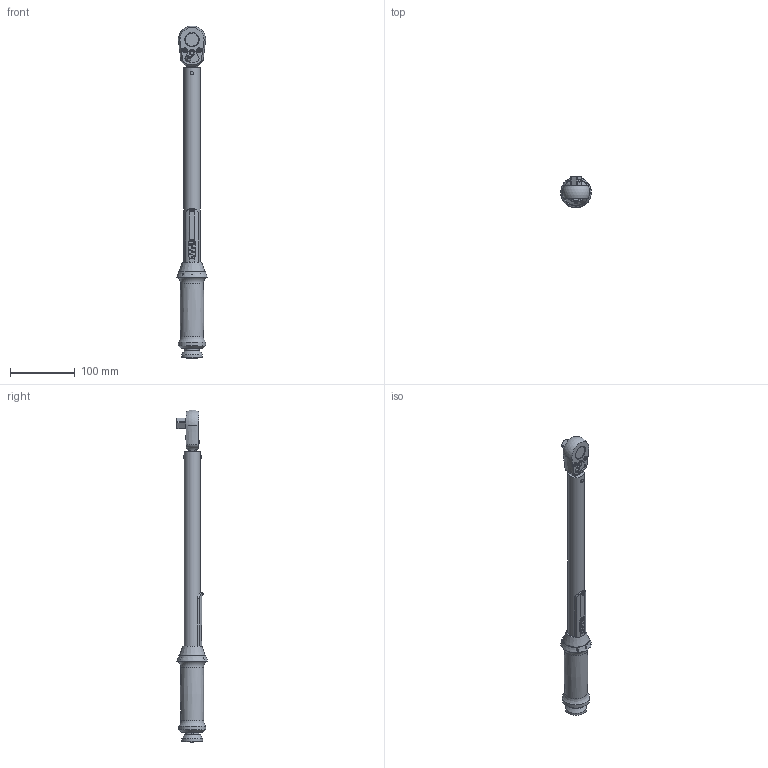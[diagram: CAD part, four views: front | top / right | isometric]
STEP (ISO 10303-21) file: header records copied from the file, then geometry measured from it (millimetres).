
FILE_DESCRIPTION((''),'2;1');
FILE_NAME('Bahco Torque Wrench.stp','2013-11-20T10:36:43',('ACS'),(''),'Autodesk Inventor 2011','Autodesk Inventor 2011','');
FILE_SCHEMA(('AUTOMOTIVE_DESIGN { 1 0 10303 214 1 1 1 1 }'));
Length unit declared in the file: millimetre
Products named in the file (24): Llave dinamométrica BAHCO; Cuerpo llave dinamomñetrica; Cabeza llave dinamométrica; DEFAULT; DEFAULTA; enganche negro; DEFAULTC; DEFAULTE; DEFAULTL; DEFAULTT; DEFAULTU; DEFAULTB; DEFAULTY; DEFAULTZ; Cabeza nueva para llave; Pieza nueva de encaje de vaso; bola de encaje; Visor de Nm; Pieza solevada; Mango llave; Seguro para control de par; tapeta visor numeros; pasador superior; DIN EN ISO 7045 Z M3 x 10 - 4.8 - Z
Assembly tree (25 placements, depth 4):
  Llave dinamométrica BAHCO
    Cuerpo llave dinamomñetrica
    Cabeza llave dinamométrica
      DEFAULT
      DEFAULTA
      enganche negro
      DEFAULTC
      DEFAULTE
      DEFAULTL
      DEFAULTT  x2
      DEFAULTU
      DEFAULTB
        DEFAULTY
        DEFAULTZ  x2
      Cabeza nueva para llave
        Pieza nueva de encaje de vaso
        bola de encaje
    Visor de Nm
    Pieza solevada
    Mango llave
    Seguro para control de par
    tapeta visor numeros
    pasador superior
    DIN EN ISO 7045 Z M3 x 10 - 4.8 - Z
Bounding box: 47.48 x 48.34 x 511.86 mm (x, y, z)
Volume: 310086.8 mm3; surface area: 83471.1 mm2
Topology: 11 solids, 269 shells, 1175 faces, 3758 edges, 2916 vertices
Faces by surface type: plane 529, bspline 313, cylinder 176, cone 125, torus 21, sphere 11
Full cylindrical faces by diameter (mm): 2.729 x1, 2.85 x2, 3 x2, 4 x3, 4.7 x1, 5 x2, 6.5 x1, 21.1 x2, 22 x1, 25 x1, 28.076 x2, 32 x1, 42 x1
Entity records: 49709 total; most frequent: CARTESIAN_POINT 18559, ORIENTED_EDGE 5936, DIRECTION 4918, EDGE_CURVE 3512, VERTEX_POINT 2717, VECTOR 1746, LINE 1746, AXIS2_PLACEMENT_3D 1586
